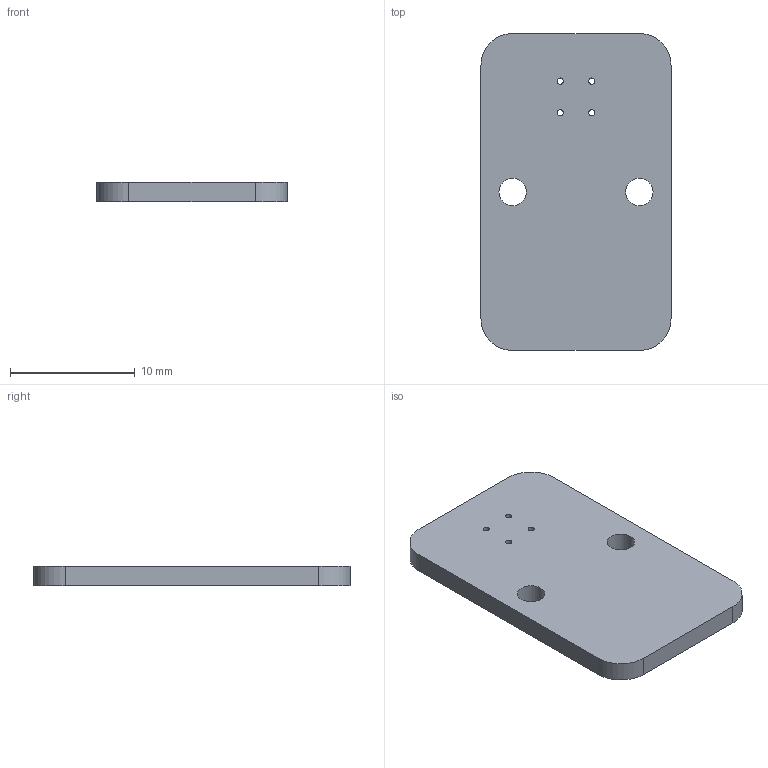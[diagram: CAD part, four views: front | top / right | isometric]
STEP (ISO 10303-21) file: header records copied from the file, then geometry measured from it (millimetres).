
FILE_DESCRIPTION(('KiCad electronic assembly'),'2;1');
FILE_NAME('seeeduino_debugging_jig.step','2024-09-21T12:08:40',('Pcbnew' ),('Kicad'),'Open CASCADE STEP processor 7.6', 'KiCad to STEP converter','Unknown');
FILE_SCHEMA(('AUTOMOTIVE_DESIGN { 1 0 10303 214 1 1 1 1 }'));
Length unit declared in the file: millimetre
Products named in the file (2): seeeduino_debugging_jig 1; seeeduino_debugging_jig_PCB
Assembly tree (1 placements, depth 2):
  seeeduino_debugging_jig 1
    seeeduino_debugging_jig_PCB
Bounding box: 15.24 x 25.4 x 1.6 mm (x, y, z)
Volume: 597.1 mm3; surface area: 901.6 mm2
Topology: 1 solids, 1 shells, 16 faces, 42 edges, 28 vertices
Faces by surface type: cylinder 10, plane 6
Full cylindrical faces by diameter (mm): 0.5 x4, 2.2 x2
Entity records: 567 total; most frequent: DIRECTION 98, CARTESIAN_POINT 88, ORIENTED_EDGE 84, EDGE_CURVE 42, AXIS2_PLACEMENT_3D 38, FACE_BOUND 28, EDGE_LOOP 28, VERTEX_POINT 28
